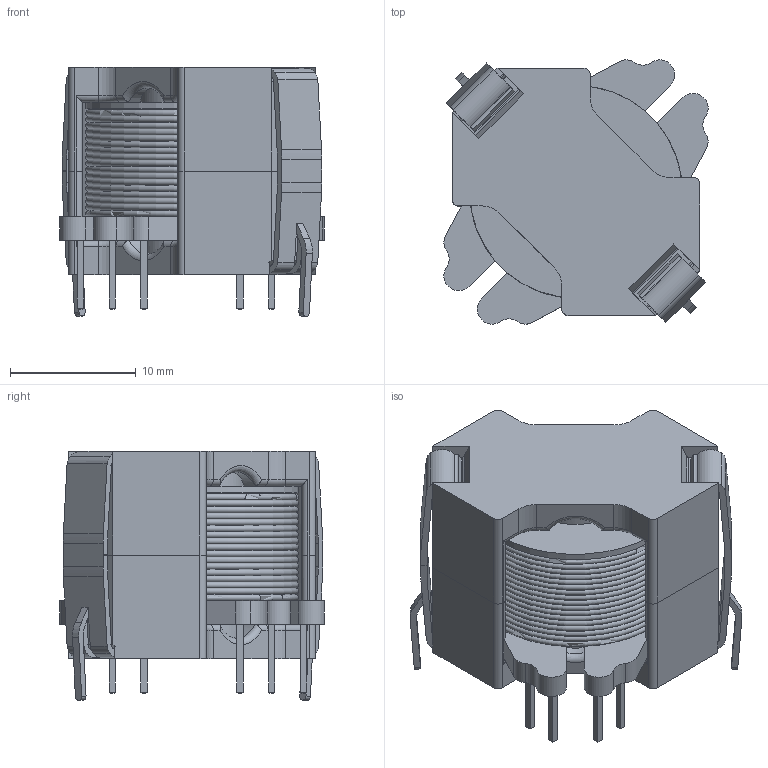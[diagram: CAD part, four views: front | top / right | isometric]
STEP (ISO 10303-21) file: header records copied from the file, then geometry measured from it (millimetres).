
FILE_DESCRIPTION(/* description */ (''),/* implementation_level */ '2;1');
FILE_NAME(/* name */ 'XFMR_CERN_HCRALWW.stp',/* time_stamp */ '2016-03-29T16:06:06+02:00',/* author */ ('riccim'),/* organization */ (''),/* preprocessor_version */ 'ST-DEVELOPER v15.5',/* originating_system */ 'AutoCAD Mechanical',/* authorisation */ '');
FILE_SCHEMA (('AUTOMOTIVE_DESIGN { 1 0 10303 214 3 1 1 }'));
Length unit declared in the file: millimetre
Products named in the file (5): User Library-RM8_Coil former; User Library-RM8_Pin; User Library-RM8_User Library-RM8 clamp; User Library-RM8_Coil; Product
Bounding box: 21.02 x 21.02 x 19.82 mm (x, y, z)
Volume: 4643.5 mm3; surface area: 5854.8 mm2
Topology: 14 solids, 14 shells, 418 faces, 1039 edges, 670 vertices
Faces by surface type: plane 219, cylinder 158, torus 29, bspline 12
Full cylindrical faces by diameter (mm): 1 x20, 8.55 x2, 8.7 x1, 9.95 x1, 10.003 x1, 16.9 x1
Entity records: 9058 total; most frequent: CARTESIAN_POINT 2057, DIRECTION 1508, ORIENTED_EDGE 1358, EDGE_CURVE 679, AXIS2_PLACEMENT_3D 566, VERTEX_POINT 463, LINE 376, VECTOR 376
